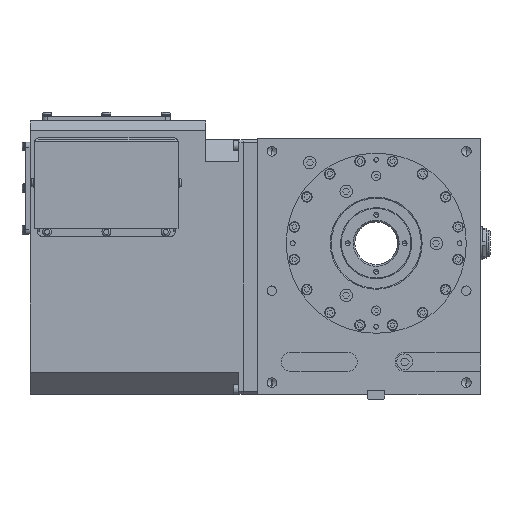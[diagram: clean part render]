
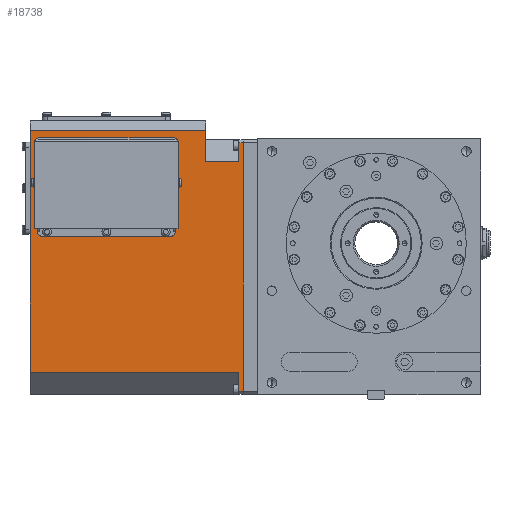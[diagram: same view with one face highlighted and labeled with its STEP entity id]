
A CAD part, left-side view. The second image highlights one B-rep face of the part: STEP entity #18738.
In plain terms, the highlighted planar face has unit normal (-1, 0, 0).
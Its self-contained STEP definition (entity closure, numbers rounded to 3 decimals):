
#188 = LINE ( 'NONE', #18163, #32446 ) ;
#337 = DIRECTION ( 'NONE',  ( 0., 0., 1. ) ) ;
#343 = CIRCLE ( 'NONE', #40236, 4. ) ;
#374 = ORIENTED_EDGE ( 'NONE', *, *, #7804, .T. ) ;
#762 = EDGE_CURVE ( 'NONE', #34594, #39230, #47897, .T. ) ;
#1939 = EDGE_CURVE ( 'NONE', #36472, #4442, #17307, .T. ) ;
#2113 = VECTOR ( 'NONE', #4232, 1000. ) ;
#3186 = CARTESIAN_POINT ( 'NONE',  ( 0.658, 457.5, 170. ) ) ;
#3360 = CARTESIAN_POINT ( 'NONE',  ( 0.658, 255.001, 4. ) ) ;
#4232 = DIRECTION ( 'NONE',  ( 0., 0., -1. ) ) ;
#4442 = VERTEX_POINT ( 'NONE', #35497 ) ;
#4450 = ORIENTED_EDGE ( 'NONE', *, *, #38772, .T. ) ;
#4470 = VERTEX_POINT ( 'NONE', #35173 ) ;
#4871 = DIRECTION ( 'NONE',  ( 0., 0., 1. ) ) ;
#4960 = DIRECTION ( 'NONE',  ( 0., -1., 0. ) ) ;
#5680 = CARTESIAN_POINT ( 'NONE',  ( 0.658, 255.001, 24. ) ) ;
#5708 = VERTEX_POINT ( 'NONE', #3186 ) ;
#5847 = EDGE_CURVE ( 'NONE', #10671, #35816, #19336, .T. ) ;
#6611 = AXIS2_PLACEMENT_3D ( 'NONE', #21451, #20947, #47843 ) ;
#6986 = ORIENTED_EDGE ( 'NONE', *, *, #19131, .F. ) ;
#7346 = EDGE_CURVE ( 'NONE', #36472, #25241, #24989, .T. ) ;
#7758 = VERTEX_POINT ( 'NONE', #19655 ) ;
#7804 = EDGE_CURVE ( 'NONE', #37155, #49057, #15395, .T. ) ;
#8109 = VECTOR ( 'NONE', #44328, 1000. ) ;
#8231 = ORIENTED_EDGE ( 'NONE', *, *, #5847, .F. ) ;
#8295 = CARTESIAN_POINT ( 'NONE',  ( 0.658, 331.5, 262. ) ) ;
#8520 = LINE ( 'NONE', #33434, #41453 ) ;
#8608 = LINE ( 'NONE', #38838, #34305 ) ;
#8779 = EDGE_LOOP ( 'NONE', ( #46924, #31310, #8231, #13309, #32889, #6986, #4450, #31149, #22729, #40456 ) ) ;
#9346 = CARTESIAN_POINT ( 'NONE',  ( 0.658, 461.5, 174. ) ) ;
#9501 = CARTESIAN_POINT ( 'NONE',  ( 0.658, 327.5, 262. ) ) ;
#9714 = ORIENTED_EDGE ( 'NONE', *, *, #20845, .T. ) ;
#9853 = FACE_OUTER_BOUND ( 'NONE', #8779, .T. ) ;
#10396 = DIRECTION ( 'NONE',  ( 0., -1., 0. ) ) ;
#10459 = CARTESIAN_POINT ( 'NONE',  ( 0.658, 250.001, 4. ) ) ;
#10504 = EDGE_CURVE ( 'NONE', #49057, #5708, #8608, .T. ) ;
#10576 = EDGE_CURVE ( 'NONE', #7758, #25270, #15158, .T. ) ;
#10671 = VERTEX_POINT ( 'NONE', #16819 ) ;
#12303 = CARTESIAN_POINT ( 'NONE',  ( 0.658, 255.001, 266. ) ) ;
#13054 = EDGE_CURVE ( 'NONE', #14527, #10671, #8520, .T. ) ;
#13309 = ORIENTED_EDGE ( 'NONE', *, *, #13054, .F. ) ;
#13512 = ORIENTED_EDGE ( 'NONE', *, *, #10504, .T. ) ;
#14019 = VECTOR ( 'NONE', #337, 1000. ) ;
#14527 = VERTEX_POINT ( 'NONE', #45260 ) ;
#15158 = CIRCLE ( 'NONE', #20976, 4. ) ;
#15395 = CIRCLE ( 'NONE', #48091, 4. ) ;
#16125 = DIRECTION ( 'NONE',  ( 0., 0., 1. ) ) ;
#16172 = DIRECTION ( 'NONE',  ( 0., -1., 0. ) ) ;
#16342 = LINE ( 'NONE', #46843, #44391 ) ;
#16701 = DIRECTION ( 'NONE',  ( 0., -1., 0. ) ) ;
#16819 = CARTESIAN_POINT ( 'NONE',  ( 0.658, 255.001, 246. ) ) ;
#17307 = LINE ( 'NONE', #27808, #40638 ) ;
#17459 = CARTESIAN_POINT ( 'NONE',  ( 0.658, 475.001, 279. ) ) ;
#17674 = CARTESIAN_POINT ( 'NONE',  ( 0.658, 457.5, 266. ) ) ;
#17692 = ORIENTED_EDGE ( 'NONE', *, *, #762, .T. ) ;
#18163 = CARTESIAN_POINT ( 'NONE',  ( 0.658, 475.001, 279. ) ) ;
#18738 = ADVANCED_FACE ( 'NONE', ( #18786, #9853 ), #45900, .F. ) ;
#18786 = FACE_BOUND ( 'NONE', #42344, .T. ) ;
#19131 = EDGE_CURVE ( 'NONE', #39243, #4470, #42644, .T. ) ;
#19336 = LINE ( 'NONE', #3360, #14019 ) ;
#19646 = EDGE_CURVE ( 'NONE', #5708, #34594, #47446, .T. ) ;
#19655 = CARTESIAN_POINT ( 'NONE',  ( 0.658, 331.5, 266. ) ) ;
#19706 = VECTOR ( 'NONE', #41021, 1000. ) ;
#19777 = DIRECTION ( 'NONE',  ( 1., 0., 0. ) ) ;
#20105 = VERTEX_POINT ( 'NONE', #39691 ) ;
#20472 = CARTESIAN_POINT ( 'NONE',  ( 0.658, 327.5, 174. ) ) ;
#20740 = CARTESIAN_POINT ( 'NONE',  ( 0.658, 255.001, 4. ) ) ;
#20831 = DIRECTION ( 'NONE',  ( 0., -1., 0. ) ) ;
#20845 = EDGE_CURVE ( 'NONE', #39230, #41599, #343, .T. ) ;
#20947 = DIRECTION ( 'NONE',  ( 1., 0., 0. ) ) ;
#20976 = AXIS2_PLACEMENT_3D ( 'NONE', #8295, #19777, #49546 ) ;
#21451 = CARTESIAN_POINT ( 'NONE',  ( 0.658, 457.5, 174. ) ) ;
#21894 = DIRECTION ( 'NONE',  ( 1., 0., 0. ) ) ;
#22366 = CARTESIAN_POINT ( 'NONE',  ( 0.658, 457.5, 266. ) ) ;
#22406 = LINE ( 'NONE', #23249, #2113 ) ;
#22421 = LINE ( 'NONE', #17674, #8109 ) ;
#22697 = DIRECTION ( 'NONE',  ( 0., 1., 0. ) ) ;
#22729 = ORIENTED_EDGE ( 'NONE', *, *, #7346, .F. ) ;
#23249 = CARTESIAN_POINT ( 'NONE',  ( 0.658, 327.5, 262. ) ) ;
#23279 = LINE ( 'NONE', #10459, #19706 ) ;
#24161 = DIRECTION ( 'NONE',  ( 1., 0., 0. ) ) ;
#24989 = LINE ( 'NONE', #46933, #41139 ) ;
#25126 = EDGE_CURVE ( 'NONE', #34624, #25241, #38683, .T. ) ;
#25241 = VERTEX_POINT ( 'NONE', #5680 ) ;
#25253 = VECTOR ( 'NONE', #44127, 1000. ) ;
#25270 = VERTEX_POINT ( 'NONE', #9501 ) ;
#26612 = ORIENTED_EDGE ( 'NONE', *, *, #10576, .T. ) ;
#27015 = DIRECTION ( 'NONE',  ( 1., 0., 0. ) ) ;
#27193 = CARTESIAN_POINT ( 'NONE',  ( 0.658, 255.001, 4. ) ) ;
#27208 = EDGE_CURVE ( 'NONE', #35816, #20105, #45546, .T. ) ;
#27808 = CARTESIAN_POINT ( 'NONE',  ( 0.658, 255.001, 4. ) ) ;
#28975 = CARTESIAN_POINT ( 'NONE',  ( 0.658, 461.5, 262. ) ) ;
#30496 = DIRECTION ( 'NONE',  ( 0., 1., 0. ) ) ;
#30537 = AXIS2_PLACEMENT_3D ( 'NONE', #27193, #27015, #22697 ) ;
#30794 = ORIENTED_EDGE ( 'NONE', *, *, #45698, .T. ) ;
#31149 = ORIENTED_EDGE ( 'NONE', *, *, #25126, .T. ) ;
#31310 = ORIENTED_EDGE ( 'NONE', *, *, #27208, .F. ) ;
#32187 = DIRECTION ( 'NONE',  ( 0., 0., -1. ) ) ;
#32295 = CARTESIAN_POINT ( 'NONE',  ( 0.658, 255.001, 266. ) ) ;
#32446 = VECTOR ( 'NONE', #33692, 1000. ) ;
#32889 = ORIENTED_EDGE ( 'NONE', *, *, #46709, .F. ) ;
#33249 = ORIENTED_EDGE ( 'NONE', *, *, #44984, .T. ) ;
#33434 = CARTESIAN_POINT ( 'NONE',  ( 0.658, 255.001, 246. ) ) ;
#33692 = DIRECTION ( 'NONE',  ( 0., 0., -1. ) ) ;
#34305 = VECTOR ( 'NONE', #30496, 1000. ) ;
#34594 = VERTEX_POINT ( 'NONE', #9346 ) ;
#34624 = VERTEX_POINT ( 'NONE', #43709 ) ;
#35173 = CARTESIAN_POINT ( 'NONE',  ( 0.658, 290.001, 279. ) ) ;
#35497 = CARTESIAN_POINT ( 'NONE',  ( 0.658, 250.001, 4. ) ) ;
#35747 = CARTESIAN_POINT ( 'NONE',  ( 0.658, 475.001, 279. ) ) ;
#35757 = ORIENTED_EDGE ( 'NONE', *, *, #19646, .T. ) ;
#35816 = VERTEX_POINT ( 'NONE', #12303 ) ;
#36053 = CARTESIAN_POINT ( 'NONE',  ( 0.658, 331.5, 170. ) ) ;
#36472 = VERTEX_POINT ( 'NONE', #20740 ) ;
#37155 = VERTEX_POINT ( 'NONE', #20472 ) ;
#38683 = LINE ( 'NONE', #39050, #49457 ) ;
#38772 = EDGE_CURVE ( 'NONE', #39243, #34624, #188, .T. ) ;
#38838 = CARTESIAN_POINT ( 'NONE',  ( 0.658, 331.5, 170. ) ) ;
#39050 = CARTESIAN_POINT ( 'NONE',  ( 0.658, 255.001, 24. ) ) ;
#39230 = VERTEX_POINT ( 'NONE', #28975 ) ;
#39243 = VERTEX_POINT ( 'NONE', #17459 ) ;
#39388 = CARTESIAN_POINT ( 'NONE',  ( 0.658, 331.5, 174. ) ) ;
#39691 = CARTESIAN_POINT ( 'NONE',  ( 0.658, 250.001, 266. ) ) ;
#40236 = AXIS2_PLACEMENT_3D ( 'NONE', #44743, #21894, #41261 ) ;
#40456 = ORIENTED_EDGE ( 'NONE', *, *, #1939, .T. ) ;
#40638 = VECTOR ( 'NONE', #4960, 1000. ) ;
#41021 = DIRECTION ( 'NONE',  ( 0., 0., 1. ) ) ;
#41139 = VECTOR ( 'NONE', #4871, 1000. ) ;
#41261 = DIRECTION ( 'NONE',  ( 0., -1., 0. ) ) ;
#41453 = VECTOR ( 'NONE', #10396, 1000. ) ;
#41599 = VERTEX_POINT ( 'NONE', #22366 ) ;
#42344 = EDGE_LOOP ( 'NONE', ( #33249, #374, #13512, #35757, #17692, #9714, #30794, #26612 ) ) ;
#42644 = LINE ( 'NONE', #35747, #44456 ) ;
#43709 = CARTESIAN_POINT ( 'NONE',  ( 0.658, 475.001, 24. ) ) ;
#44127 = DIRECTION ( 'NONE',  ( 0., -1., 0. ) ) ;
#44328 = DIRECTION ( 'NONE',  ( 0., -1., 0. ) ) ;
#44391 = VECTOR ( 'NONE', #32187, 1000. ) ;
#44456 = VECTOR ( 'NONE', #16701, 1000. ) ;
#44743 = CARTESIAN_POINT ( 'NONE',  ( 0.658, 457.5, 262. ) ) ;
#44984 = EDGE_CURVE ( 'NONE', #25270, #37155, #22406, .T. ) ;
#45188 = CARTESIAN_POINT ( 'NONE',  ( 0.658, 461.5, 174. ) ) ;
#45260 = CARTESIAN_POINT ( 'NONE',  ( 0.658, 290.001, 246. ) ) ;
#45546 = LINE ( 'NONE', #32295, #25253 ) ;
#45698 = EDGE_CURVE ( 'NONE', #41599, #7758, #22421, .T. ) ;
#45900 = PLANE ( 'NONE',  #30537 ) ;
#46709 = EDGE_CURVE ( 'NONE', #4470, #14527, #16342, .T. ) ;
#46843 = CARTESIAN_POINT ( 'NONE',  ( 0.658, 290.001, 246. ) ) ;
#46924 = ORIENTED_EDGE ( 'NONE', *, *, #49394, .T. ) ;
#46933 = CARTESIAN_POINT ( 'NONE',  ( 0.658, 255.001, 4. ) ) ;
#47310 = VECTOR ( 'NONE', #16125, 1000. ) ;
#47446 = CIRCLE ( 'NONE', #6611, 4. ) ;
#47843 = DIRECTION ( 'NONE',  ( 0., -1., 0. ) ) ;
#47897 = LINE ( 'NONE', #45188, #47310 ) ;
#48091 = AXIS2_PLACEMENT_3D ( 'NONE', #39388, #24161, #20831 ) ;
#49057 = VERTEX_POINT ( 'NONE', #36053 ) ;
#49394 = EDGE_CURVE ( 'NONE', #4442, #20105, #23279, .T. ) ;
#49457 = VECTOR ( 'NONE', #16172, 1000. ) ;
#49546 = DIRECTION ( 'NONE',  ( 0., 1., 0. ) ) ;
